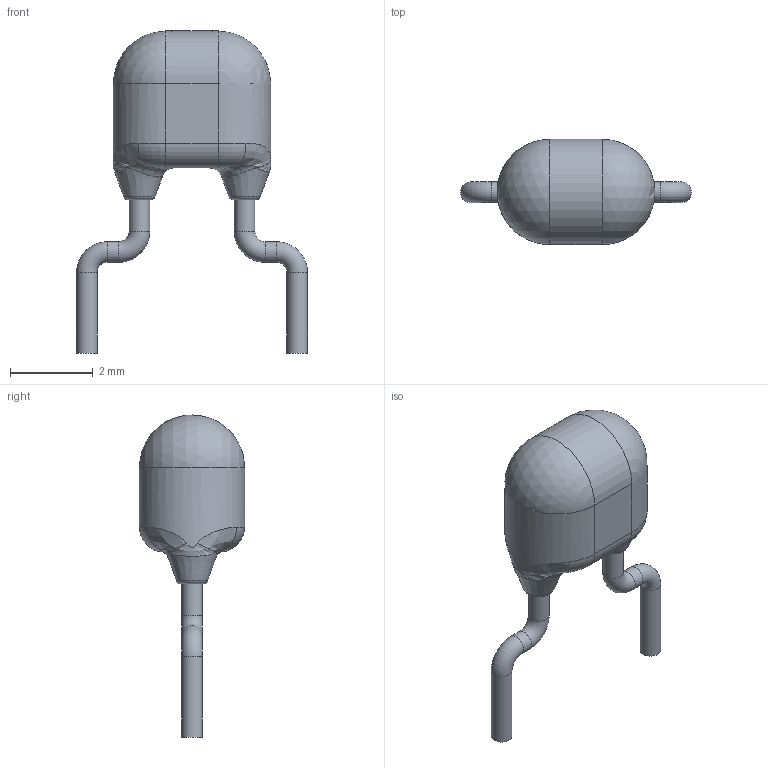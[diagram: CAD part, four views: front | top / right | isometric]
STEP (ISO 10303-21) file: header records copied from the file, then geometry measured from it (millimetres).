
FILE_DESCRIPTION(/* description */ (''),/* implementation_level */ '2;1');
FILE_NAME(/* name */ 'CAPRR508-254X381X584.stp',/* time_stamp */ '2015-04-22T14:51:57+02:00',/* author */ ('admchouv'),/* organization */ (''),/* preprocessor_version */ 'ST-DEVELOPER v15.5',/* originating_system */ 'AutoCAD Mechanical',/* authorisation */ '');
FILE_SCHEMA (('AUTOMOTIVE_DESIGN { 1 0 10303 214 3 1 1 }'));
Length unit declared in the file: millimetre
Products named in the file (1): Product
Bounding box: 5.58 x 2.54 x 7.78 mm (x, y, z)
Volume: 40 mm3; surface area: 110.3 mm2
Topology: 6 solids, 6 shells, 54 faces, 117 edges, 67 vertices
Faces by surface type: bspline 14, plane 13, torus 12, cylinder 11, sphere 2, cone 2
Full cylindrical faces by diameter (mm): 0.5 x6
Entity records: 2802 total; most frequent: CARTESIAN_POINT 1755, DIRECTION 204, ORIENTED_EDGE 184, AXIS2_PLACEMENT_3D 95, EDGE_CURVE 92, EDGE_LOOP 68, VERTEX_POINT 64, FACE_OUTER_BOUND 54
